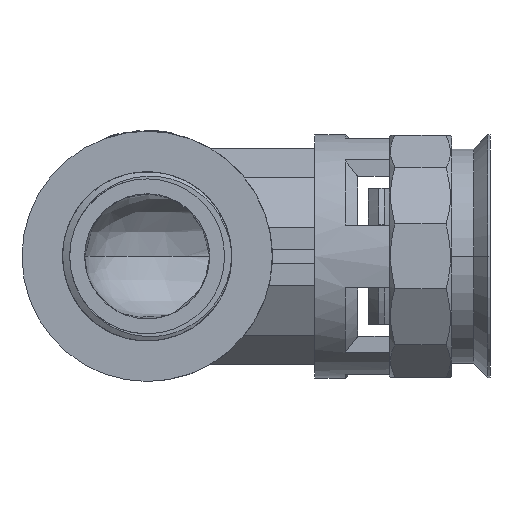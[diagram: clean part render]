
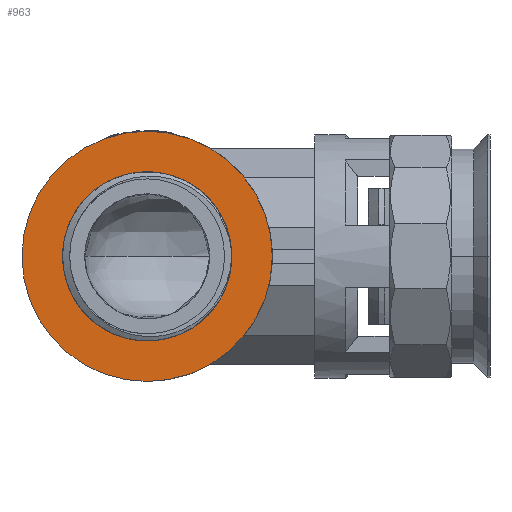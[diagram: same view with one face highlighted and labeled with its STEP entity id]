
A CAD part, front view. The second image highlights one B-rep face of the part: STEP entity #963.
In plain terms, the highlighted planar face has unit normal (0, -1, 0).
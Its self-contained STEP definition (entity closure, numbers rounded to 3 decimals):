
#269 = VERTEX_POINT ( 'NONE', #6336 ) ;
#271 = EDGE_CURVE ( 'NONE', #272, #269, #6335, .T. ) ;
#272 = VERTEX_POINT ( 'NONE', #6330 ) ;
#440 = EDGE_CURVE ( 'NONE', #450, #451, #6865, .T. ) ;
#450 = VERTEX_POINT ( 'NONE', #6899 ) ;
#451 = VERTEX_POINT ( 'NONE', #6898 ) ;
#452 = EDGE_CURVE ( 'NONE', #451, #450, #6894, .T. ) ;
#963 = ADVANCED_FACE ( 'NONE', ( #8658, #8657 ), #8654, .F. ) ;
#964 = EDGE_LOOP ( 'NONE', ( #965, #966 ) ) ;
#965 = ORIENTED_EDGE ( 'NONE', *, *, #271, .T. ) ;
#966 = ORIENTED_EDGE ( 'NONE', *, *, #967, .T. ) ;
#967 = EDGE_CURVE ( 'NONE', #269, #272, #8643, .T. ) ;
#968 = EDGE_LOOP ( 'NONE', ( #1170, #1171 ) ) ;
#1170 = ORIENTED_EDGE ( 'NONE', *, *, #440, .F. ) ;
#1171 = ORIENTED_EDGE ( 'NONE', *, *, #452, .F. ) ;
#6330 = CARTESIAN_POINT ( 'NONE',  ( -45., -23., 9.25 ) ) ;
#6331 = DIRECTION ( 'NONE',  ( 0., 0., -1. ) ) ;
#6332 = DIRECTION ( 'NONE',  ( 0., 1., 0. ) ) ;
#6333 = CARTESIAN_POINT ( 'NONE',  ( -45., -23., 0. ) ) ;
#6334 = AXIS2_PLACEMENT_3D ( 'NONE', #6333, #6332, #6331 ) ;
#6335 = CIRCLE ( 'NONE', #6334, 9.25 ) ;
#6336 = CARTESIAN_POINT ( 'NONE',  ( -45., -23., -9.25 ) ) ;
#6858 = DIRECTION ( 'NONE',  ( 0., 0., -1. ) ) ;
#6860 = DIRECTION ( 'NONE',  ( 0., 1., 0. ) ) ;
#6862 = CARTESIAN_POINT ( 'NONE',  ( -45., -23., 0. ) ) ;
#6864 = AXIS2_PLACEMENT_3D ( 'NONE', #6862, #6860, #6858 ) ;
#6865 = CIRCLE ( 'NONE', #6864, 18.5 ) ;
#6890 = DIRECTION ( 'NONE',  ( 0., 0., -1. ) ) ;
#6891 = DIRECTION ( 'NONE',  ( 0., 1., 0. ) ) ;
#6892 = CARTESIAN_POINT ( 'NONE',  ( -45., -23., 0. ) ) ;
#6893 = AXIS2_PLACEMENT_3D ( 'NONE', #6892, #6891, #6890 ) ;
#6894 = CIRCLE ( 'NONE', #6893, 18.5 ) ;
#6898 = CARTESIAN_POINT ( 'NONE',  ( -45., -23., -18.5 ) ) ;
#6899 = CARTESIAN_POINT ( 'NONE',  ( -45., -23., 18.5 ) ) ;
#8637 = DIRECTION ( 'NONE',  ( 0., 0., -1. ) ) ;
#8638 = DIRECTION ( 'NONE',  ( 0., 1., 0. ) ) ;
#8640 = CARTESIAN_POINT ( 'NONE',  ( -45., -23., 0. ) ) ;
#8641 = AXIS2_PLACEMENT_3D ( 'NONE', #8640, #8638, #8637 ) ;
#8643 = CIRCLE ( 'NONE', #8641, 9.25 ) ;
#8647 = DIRECTION ( 'NONE',  ( 0., 0., -1. ) ) ;
#8649 = DIRECTION ( 'NONE',  ( 0., 1., 0. ) ) ;
#8650 = CARTESIAN_POINT ( 'NONE',  ( -45., -23., 0. ) ) ;
#8652 = AXIS2_PLACEMENT_3D ( 'NONE', #8650, #8649, #8647 ) ;
#8654 = PLANE ( 'NONE',  #8652 ) ;
#8657 = FACE_OUTER_BOUND ( 'NONE', #968, .T. ) ;
#8658 = FACE_BOUND ( 'NONE', #964, .T. ) ;
